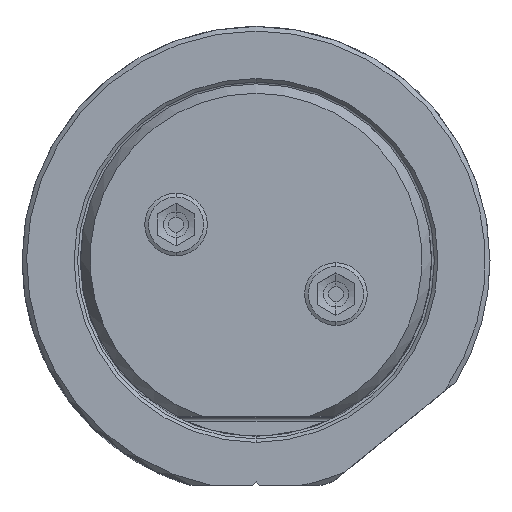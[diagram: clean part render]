
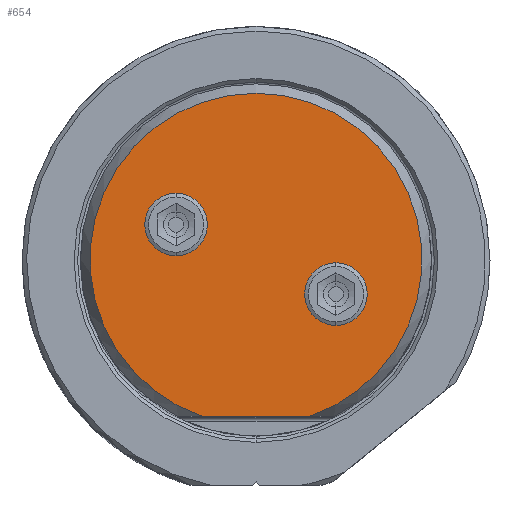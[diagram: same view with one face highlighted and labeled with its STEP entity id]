
A CAD part, top view. The second image highlights one B-rep face of the part: STEP entity #654.
In plain terms, the highlighted planar face has unit normal (0, 0, 1).
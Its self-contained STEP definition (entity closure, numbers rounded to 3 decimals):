
#205=PLANE('',#6179);
#654=ADVANCED_FACE('',(#1032,#1033,#1034),#205,.T.);
#1032=FACE_BOUND('',#1137,.T.);
#1033=FACE_BOUND('',#1138,.T.);
#1034=FACE_BOUND('',#1139,.T.);
#1137=EDGE_LOOP('',(#2925,#2926,#2927));
#1138=EDGE_LOOP('',(#2928,#2929));
#1139=EDGE_LOOP('',(#2930,#2931));
#1506=LINE('',#11699,#1836);
#1836=VECTOR('',#7174,1.);
#2166=CIRCLE('',#6169,18.022);
#2167=CIRCLE('',#6170,18.022);
#2168=CIRCLE('',#6175,3.4);
#2169=CIRCLE('',#6176,3.4);
#2170=CIRCLE('',#6177,3.4);
#2171=CIRCLE('',#6178,3.4);
#2925=ORIENTED_EDGE('',*,*,#5065,.T.);
#2926=ORIENTED_EDGE('',*,*,#5068,.T.);
#2927=ORIENTED_EDGE('',*,*,#5066,.T.);
#2928=ORIENTED_EDGE('',*,*,#5071,.T.);
#2929=ORIENTED_EDGE('',*,*,#5072,.T.);
#2930=ORIENTED_EDGE('',*,*,#5073,.T.);
#2931=ORIENTED_EDGE('',*,*,#5074,.T.);
#4406=VERTEX_POINT('',#11689);
#4407=VERTEX_POINT('',#11691);
#4408=VERTEX_POINT('',#11693);
#4409=VERTEX_POINT('',#11706);
#4410=VERTEX_POINT('',#11707);
#4411=VERTEX_POINT('',#11710);
#4412=VERTEX_POINT('',#11711);
#5065=EDGE_CURVE('',#4407,#4406,#2166,.T.);
#5066=EDGE_CURVE('',#4408,#4407,#2167,.T.);
#5068=EDGE_CURVE('',#4406,#4408,#1506,.T.);
#5071=EDGE_CURVE('',#4409,#4410,#2168,.T.);
#5072=EDGE_CURVE('',#4410,#4409,#2169,.T.);
#5073=EDGE_CURVE('',#4411,#4412,#2170,.T.);
#5074=EDGE_CURVE('',#4412,#4411,#2171,.T.);
#6169=AXIS2_PLACEMENT_3D('',#11690,#7168,#7169);
#6170=AXIS2_PLACEMENT_3D('',#11692,#7170,#7171);
#6175=AXIS2_PLACEMENT_3D('',#11705,#7183,#7184);
#6176=AXIS2_PLACEMENT_3D('',#11708,#7185,#7186);
#6177=AXIS2_PLACEMENT_3D('',#11709,#7187,#7188);
#6178=AXIS2_PLACEMENT_3D('',#11712,#7189,#7190);
#6179=AXIS2_PLACEMENT_3D('',#11713,#7191,#7192);
#7168=DIRECTION('',(0.,0.,1.));
#7169=DIRECTION('',(0.,1.,0.));
#7170=DIRECTION('',(0.,0.,1.));
#7171=DIRECTION('',(0.324,-0.946,0.));
#7174=DIRECTION('',(1.,0.,0.));
#7183=DIRECTION('',(0.,0.,-1.));
#7184=DIRECTION('',(1.,0.,0.));
#7185=DIRECTION('',(0.,0.,-1.));
#7186=DIRECTION('',(-1.,0.,0.));
#7187=DIRECTION('',(0.,0.,-1.));
#7188=DIRECTION('',(1.,0.,0.));
#7189=DIRECTION('',(0.,0.,-1.));
#7190=DIRECTION('',(-1.,0.,0.));
#7191=DIRECTION('',(0.,0.,1.));
#7192=DIRECTION('',(1.,0.,0.));
#11689=CARTESIAN_POINT('',(-5.839,-17.05,69.85));
#11690=CARTESIAN_POINT('',(0.,0.,69.85));
#11691=CARTESIAN_POINT('',(0.,18.022,69.85));
#11692=CARTESIAN_POINT('',(0.,0.,69.85));
#11693=CARTESIAN_POINT('',(5.839,-17.05,69.85));
#11699=CARTESIAN_POINT('',(-5.839,-17.05,69.85));
#11705=CARTESIAN_POINT('',(8.679,-3.774,69.85));
#11706=CARTESIAN_POINT('',(12.079,-3.774,69.85));
#11707=CARTESIAN_POINT('',(5.279,-3.774,69.85));
#11708=CARTESIAN_POINT('',(8.679,-3.774,69.85));
#11709=CARTESIAN_POINT('',(-8.679,3.774,69.85));
#11710=CARTESIAN_POINT('',(-5.279,3.774,69.85));
#11711=CARTESIAN_POINT('',(-12.079,3.774,69.85));
#11712=CARTESIAN_POINT('',(-8.679,3.774,69.85));
#11713=CARTESIAN_POINT('',(0.,0.486,69.85));
